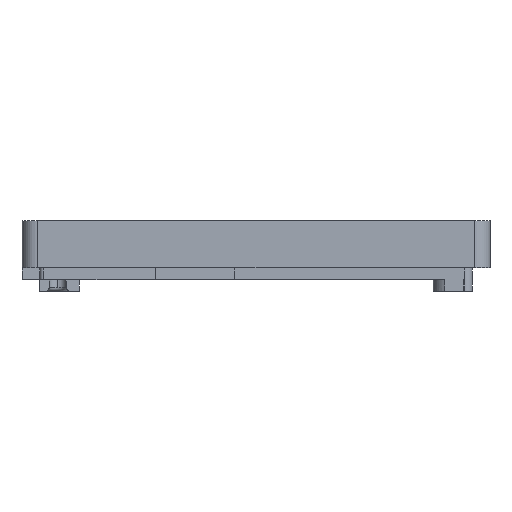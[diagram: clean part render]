
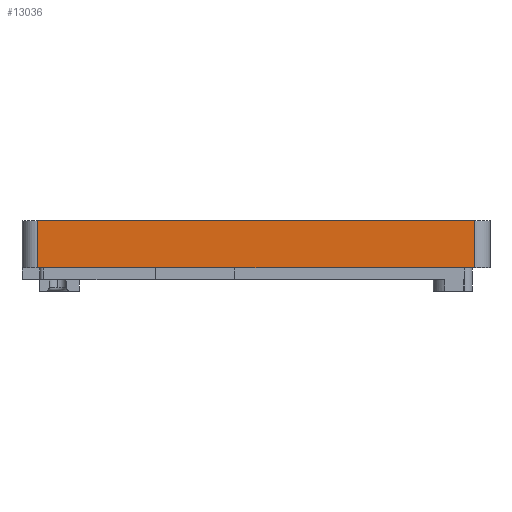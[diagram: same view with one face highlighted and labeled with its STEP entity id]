
A CAD part, left-side view. The second image highlights one B-rep face of the part: STEP entity #13036.
In plain terms, the highlighted planar face has unit normal (-1, 0, 0).
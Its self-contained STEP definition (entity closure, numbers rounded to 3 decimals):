
#1343 = CARTESIAN_POINT ( 'NONE',  ( -29.35, -27.75, 1.5 ) ) ;
#1479 = CARTESIAN_POINT ( 'NONE',  ( -29.35, -27.75, 7.5 ) ) ;
#1505 = VERTEX_POINT ( 'NONE', #10495 ) ;
#1538 = ORIENTED_EDGE ( 'NONE', *, *, #23957, .T. ) ;
#2101 = DIRECTION ( 'NONE',  ( 1., 0., 0. ) ) ;
#2276 = VECTOR ( 'NONE', #13055, 1000. ) ;
#3206 = EDGE_CURVE ( 'NONE', #19591, #20279, #15964, .T. ) ;
#3265 = CARTESIAN_POINT ( 'NONE',  ( -29.35, 27.75, 1.5 ) ) ;
#3491 = VECTOR ( 'NONE', #5605, 1000. ) ;
#3969 = DIRECTION ( 'NONE',  ( 0., 0., -1. ) ) ;
#5605 = DIRECTION ( 'NONE',  ( 0., 0., -1. ) ) ;
#5818 = PLANE ( 'NONE',  #10585 ) ;
#5953 = EDGE_LOOP ( 'NONE', ( #23701, #13921, #11281, #1538 ) ) ;
#6099 = CARTESIAN_POINT ( 'NONE',  ( -29.35, -27.75, 7.5 ) ) ;
#6817 = VERTEX_POINT ( 'NONE', #1479 ) ;
#6921 = CARTESIAN_POINT ( 'NONE',  ( -29.35, 27.75, 7.5 ) ) ;
#6952 = LINE ( 'NONE', #14514, #16523 ) ;
#10495 = CARTESIAN_POINT ( 'NONE',  ( -29.35, 27.75, 7.5 ) ) ;
#10522 = LINE ( 'NONE', #6921, #16721 ) ;
#10585 = AXIS2_PLACEMENT_3D ( 'NONE', #21207, #2101, #3969 ) ;
#11281 = ORIENTED_EDGE ( 'NONE', *, *, #12729, .F. ) ;
#12729 = EDGE_CURVE ( 'NONE', #1505, #6817, #6952, .T. ) ;
#13036 = ADVANCED_FACE ( 'NONE', ( #22817 ), #5818, .F. ) ;
#13055 = DIRECTION ( 'NONE',  ( 0., -1., 0. ) ) ;
#13921 = ORIENTED_EDGE ( 'NONE', *, *, #15254, .F. ) ;
#14514 = CARTESIAN_POINT ( 'NONE',  ( -29.35, -27.75, 7.5 ) ) ;
#15254 = EDGE_CURVE ( 'NONE', #6817, #20279, #24449, .T. ) ;
#15964 = LINE ( 'NONE', #23519, #2276 ) ;
#16523 = VECTOR ( 'NONE', #21976, 1000. ) ;
#16721 = VECTOR ( 'NONE', #23667, 1000. ) ;
#19591 = VERTEX_POINT ( 'NONE', #3265 ) ;
#20279 = VERTEX_POINT ( 'NONE', #1343 ) ;
#21207 = CARTESIAN_POINT ( 'NONE',  ( -29.35, -27.75, 7.5 ) ) ;
#21976 = DIRECTION ( 'NONE',  ( 0., -1., 0. ) ) ;
#22817 = FACE_OUTER_BOUND ( 'NONE', #5953, .T. ) ;
#23519 = CARTESIAN_POINT ( 'NONE',  ( -29.35, 29.75, 1.5 ) ) ;
#23667 = DIRECTION ( 'NONE',  ( 0., 0., -1. ) ) ;
#23701 = ORIENTED_EDGE ( 'NONE', *, *, #3206, .T. ) ;
#23957 = EDGE_CURVE ( 'NONE', #1505, #19591, #10522, .T. ) ;
#24449 = LINE ( 'NONE', #6099, #3491 ) ;
